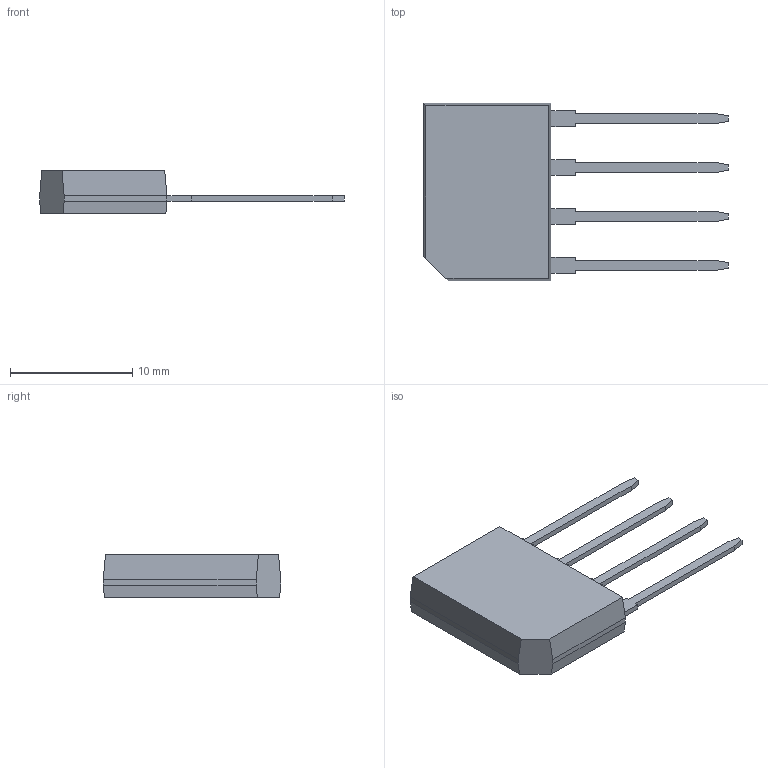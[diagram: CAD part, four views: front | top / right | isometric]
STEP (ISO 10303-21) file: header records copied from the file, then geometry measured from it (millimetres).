
FILE_DESCRIPTION(/* description */ (''),/* implementation_level */ '2;1');
FILE_NAME(/* name */ 'P73-KBP.stp',/* time_stamp */ '2020-07-27T15:41:28+02:00',/* author */ (''),/* organization */ (''),/* preprocessor_version */ 'ST-DEVELOPER v14',/* originating_system */ 'SIEMENS PLM Software NX 8.0',/* authorisation */ '');
FILE_SCHEMA (('AUTOMOTIVE_DESIGN { 1 0 10303 214 3 1 1 1 }'));
Length unit declared in the file: millimetre
Products named in the file (1): P73-KBP-Body
Bounding box: 24.9 x 14.5 x 3.5 mm (x, y, z)
Volume: 532.8 mm3; surface area: 610.3 mm2
Topology: 5 solids, 5 shells, 63 faces, 153 edges, 100 vertices
Faces by surface type: plane 63
Entity records: 1950 total; most frequent: CARTESIAN_POINT 323, ORIENTED_EDGE 306, DIRECTION 281, EDGE_CURVE 153, LINE 153, VECTOR 153, VERTEX_POINT 100, AXIS2_PLACEMENT_3D 64
